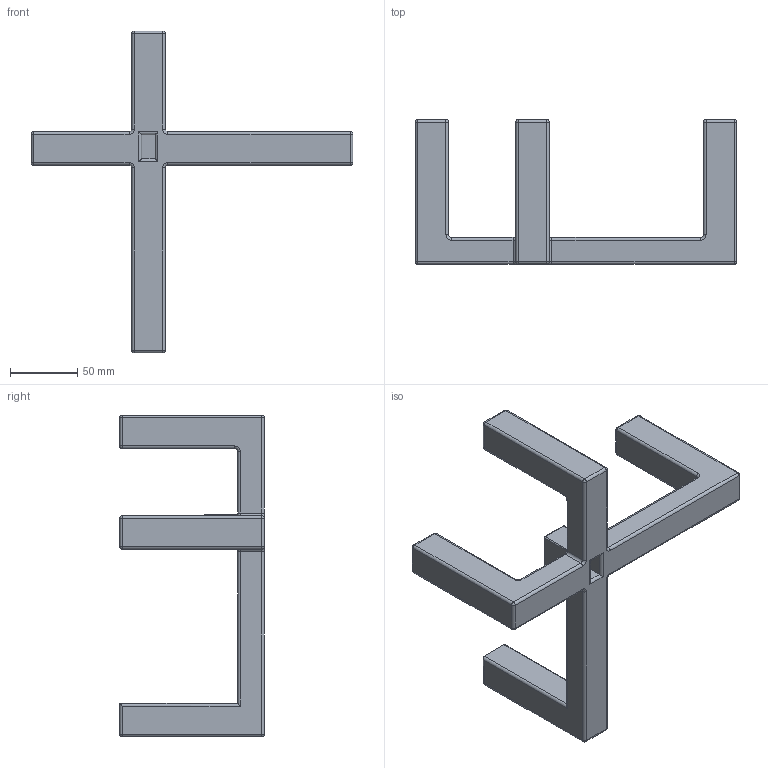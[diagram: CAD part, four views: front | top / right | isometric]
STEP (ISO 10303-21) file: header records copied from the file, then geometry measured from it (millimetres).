
FILE_DESCRIPTION(('FreeCAD Model'),'2;1');
FILE_NAME('Open CASCADE Shape Model','2026-02-09T14:35:43',('Author'),( ''),'Open CASCADE STEP processor 7.8','FreeCAD','Unknown');
FILE_SCHEMA(('AUTOMOTIVE_DESIGN { 1 0 10303 214 1 1 1 1 }'));
Length unit declared in the file: millimetre
Products named in the file (1): final-ada-pusher-cuts
Bounding box: 240 x 108 x 240 mm (x, y, z)
Volume: 443396.2 mm3; surface area: 80841.9 mm2
Topology: 1 solids, 1 shells, 196 faces, 452 edges, 220 vertices
Faces by surface type: cylinder 94, plane 44, sphere 26, bspline 14, torus 14, cone 4
Full cylindrical faces by diameter (mm): 13.5 x4
Entity records: 6609 total; most frequent: CARTESIAN_POINT 2611, DIRECTION 882, ORIENTED_EDGE 792, EDGE_CURVE 396, AXIS2_PLACEMENT_3D 346, VERTEX_POINT 212, FACE_BOUND 206, EDGE_LOOP 206
